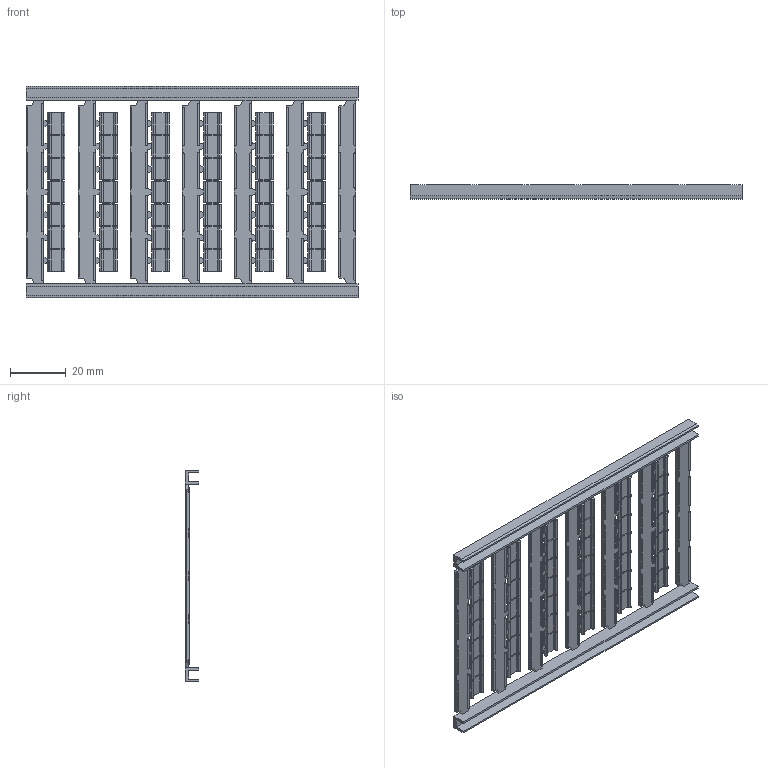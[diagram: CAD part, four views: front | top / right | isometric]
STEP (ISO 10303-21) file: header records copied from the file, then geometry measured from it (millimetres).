
FILE_DESCRIPTION((''),'2;1');
FILE_NAME('8YB867186','2022-08-22T',('Administrator'),(''),'PRO/ENGINEER BY PARAMETRIC TECHNOLOGY CORPORATION, 2013230','PRO/ENGINEER BY PARAMETRIC TECHNOLOGY CORPORATION, 2013230','');
FILE_SCHEMA(('CONFIG_CONTROL_DESIGN'));
Length unit declared in the file: millimetre
Products named in the file (1): 8YB867186
Bounding box: 119.2 x 5 x 76 mm (x, y, z)
Volume: 8829 mm3; surface area: 19713.7 mm2
Topology: 1 solids, 1 shells, 1917 faces, 5197 edges, 3204 vertices
Faces by surface type: plane 1371, cylinder 546
Entity records: 59469 total; most frequent: CARTESIAN_POINT 10892, ORIENTED_EDGE 10394, DIRECTION 9927, EDGE_CURVE 5197, VECTOR 3937, LINE 3937, VERTEX_POINT 3204, AXIS2_PLACEMENT_3D 2995
